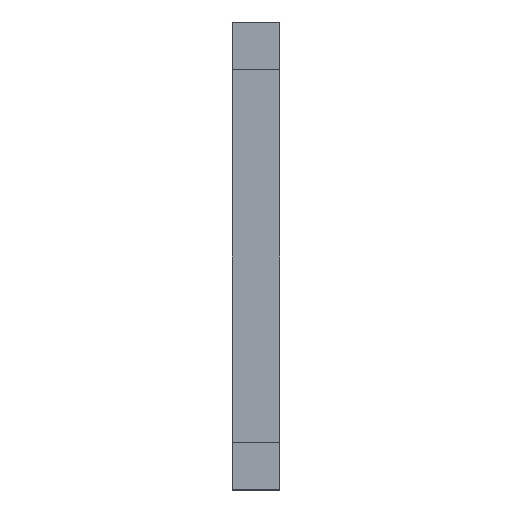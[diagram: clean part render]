
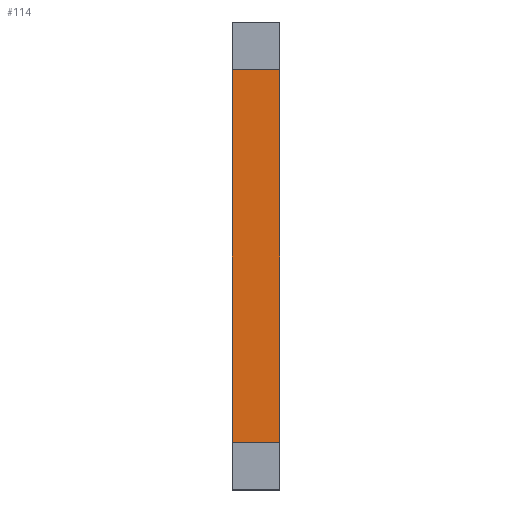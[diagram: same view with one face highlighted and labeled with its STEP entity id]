
A CAD part, left-side view. The second image highlights one B-rep face of the part: STEP entity #114.
In plain terms, the highlighted planar face has unit normal (-1, 0, 0).
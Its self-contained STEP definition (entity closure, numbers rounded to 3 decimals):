
#1 = ORIENTED_EDGE ( 'NONE', *, *, #597, .T. ) ;
#9 = VERTEX_POINT ( 'NONE', #402 ) ;
#35 = DIRECTION ( 'NONE',  ( 0., -1., 0. ) ) ;
#38 = DIRECTION ( 'NONE',  ( 0., 0., 1. ) ) ;
#68 = ORIENTED_EDGE ( 'NONE', *, *, #452, .F. ) ;
#91 = DIRECTION ( 'NONE',  ( 1., 0., 0. ) ) ;
#114 = ADVANCED_FACE ( 'NONE', ( #775 ), #944, .F. ) ;
#156 = CARTESIAN_POINT ( 'NONE',  ( -49., 10., 39. ) ) ;
#176 = CARTESIAN_POINT ( 'NONE',  ( -49., 0., -39. ) ) ;
#224 = VERTEX_POINT ( 'NONE', #726 ) ;
#385 = CARTESIAN_POINT ( 'NONE',  ( -49., 10., 39. ) ) ;
#402 = CARTESIAN_POINT ( 'NONE',  ( -49., 10., -39. ) ) ;
#419 = EDGE_CURVE ( 'NONE', #224, #460, #773, .T. ) ;
#452 = EDGE_CURVE ( 'NONE', #9, #224, #851, .T. ) ;
#460 = VERTEX_POINT ( 'NONE', #1049 ) ;
#468 = ORIENTED_EDGE ( 'NONE', *, *, #729, .T. ) ;
#472 = LINE ( 'NONE', #833, #908 ) ;
#555 = VECTOR ( 'NONE', #825, 1000. ) ;
#597 = EDGE_CURVE ( 'NONE', #647, #460, #617, .T. ) ;
#617 = LINE ( 'NONE', #690, #809 ) ;
#642 = CARTESIAN_POINT ( 'NONE',  ( -49., 10., 39. ) ) ;
#647 = VERTEX_POINT ( 'NONE', #176 ) ;
#654 = DIRECTION ( 'NONE',  ( 0., 0., 1. ) ) ;
#690 = CARTESIAN_POINT ( 'NONE',  ( -49., 0., 39. ) ) ;
#717 = VECTOR ( 'NONE', #38, 1000. ) ;
#723 = AXIS2_PLACEMENT_3D ( 'NONE', #156, #91, #940 ) ;
#726 = CARTESIAN_POINT ( 'NONE',  ( -49., 10., 39. ) ) ;
#729 = EDGE_CURVE ( 'NONE', #9, #647, #472, .T. ) ;
#773 = LINE ( 'NONE', #642, #555 ) ;
#775 = FACE_OUTER_BOUND ( 'NONE', #823, .T. ) ;
#809 = VECTOR ( 'NONE', #654, 1000. ) ;
#823 = EDGE_LOOP ( 'NONE', ( #1, #963, #68, #468 ) ) ;
#825 = DIRECTION ( 'NONE',  ( 0., -1., 0. ) ) ;
#833 = CARTESIAN_POINT ( 'NONE',  ( -49., 10., -39. ) ) ;
#851 = LINE ( 'NONE', #385, #717 ) ;
#908 = VECTOR ( 'NONE', #35, 1000. ) ;
#940 = DIRECTION ( 'NONE',  ( 0., 0., -1. ) ) ;
#944 = PLANE ( 'NONE',  #723 ) ;
#963 = ORIENTED_EDGE ( 'NONE', *, *, #419, .F. ) ;
#1049 = CARTESIAN_POINT ( 'NONE',  ( -49., 0., 39. ) ) ;
